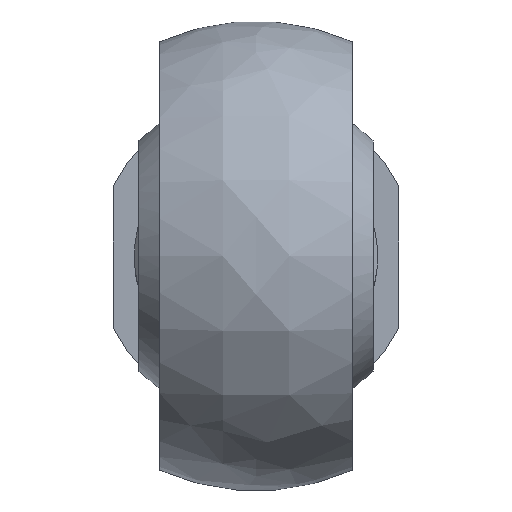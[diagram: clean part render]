
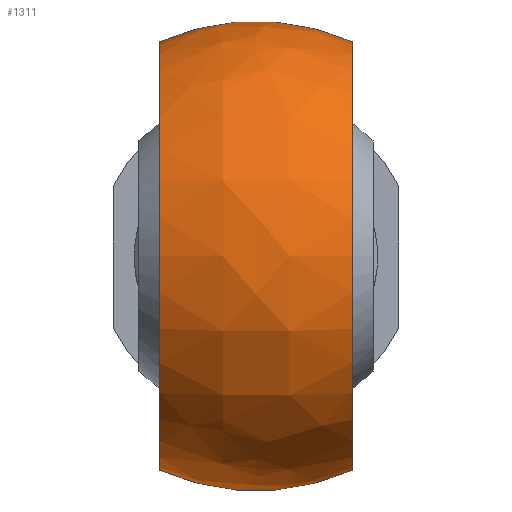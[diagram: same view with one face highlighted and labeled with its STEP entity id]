
A CAD part, top view. The second image highlights one B-rep face of the part: STEP entity #1311.
In plain terms, the highlighted free-form (B-spline) face has degree [3, 3] with [4, 4] control points.
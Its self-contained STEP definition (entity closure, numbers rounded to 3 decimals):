
#24 = AXIS2_PLACEMENT_3D ( 'NONE', #936, #506, #313 ) ;
#45 = EDGE_CURVE ( 'NONE', #320, #1098, #240, .T. ) ;
#54 = CARTESIAN_POINT ( 'NONE',  ( 2.036, 14.438, 71.875 ) ) ;
#118 = EDGE_CURVE ( 'NONE', #1098, #699, #1253, .T. ) ;
#170 = CARTESIAN_POINT ( 'NONE',  ( -2.036, -14.438, 71.875 ) ) ;
#173 = CARTESIAN_POINT ( 'NONE',  ( -5.75, -12.765, 43. ) ) ;
#214 = VERTEX_POINT ( 'NONE', #983 ) ;
#229 = EDGE_CURVE ( 'NONE', #214, #699, #490, .T. ) ;
#240 = CIRCLE ( 'NONE', #1056, 14. ) ;
#263 = CARTESIAN_POINT ( 'NONE',  ( 5.75, -12.765, 43. ) ) ;
#264 = CARTESIAN_POINT ( 'NONE',  ( 5.75, 12.765, 43. ) ) ;
#269 = CARTESIAN_POINT ( 'NONE',  ( -5.75, -12.765, 68.529 ) ) ;
#313 = DIRECTION ( 'NONE',  ( 0., 0., 1. ) ) ;
#320 = VERTEX_POINT ( 'NONE', #173 ) ;
#358 = CARTESIAN_POINT ( 'NONE',  ( -5.75, -12.765, 43. ) ) ;
#383 = FACE_OUTER_BOUND ( 'NONE', #1238, .T. ) ;
#401 = ORIENTED_EDGE ( 'NONE', *, *, #1289, .T. ) ;
#458 = DIRECTION ( 'NONE',  ( 0., 0., 1. ) ) ;
#467 = CARTESIAN_POINT ( 'NONE',  ( -2.036, 14.438, 71.875 ) ) ;
#481 = DIRECTION ( 'NONE',  ( -1., 0., 0. ) ) ;
#490 = CIRCLE ( 'NONE', #498, 14. ) ;
#498 = AXIS2_PLACEMENT_3D ( 'NONE', #1087, #1197, #1299 ) ;
#506 = DIRECTION ( 'NONE',  ( -1., 0., 0. ) ) ;
#509 = ORIENTED_EDGE ( 'NONE', *, *, #229, .F. ) ;
#550 = CARTESIAN_POINT ( 'NONE',  ( -2.036, 14.438, 43. ) ) ;
#556 = CARTESIAN_POINT ( 'NONE',  ( -5.75, 12.765, 43. ) ) ;
#627 = CIRCLE ( 'NONE', #917, 12.765 ) ;
#667 = CARTESIAN_POINT ( 'NONE',  ( 2.036, -14.438, 71.875 ) ) ;
#671 = CARTESIAN_POINT ( 'NONE',  ( 5.75, 12.765, 68.529 ) ) ;
#699 = VERTEX_POINT ( 'NONE', #264 ) ;
#720 = ORIENTED_EDGE ( 'NONE', *, *, #118, .T. ) ;
#778 = CARTESIAN_POINT ( 'NONE',  ( 2.036, 14.438, 43. ) ) ;
#785 = CARTESIAN_POINT ( 'NONE',  ( -2.036, -14.438, 43. ) ) ;
#790 = CARTESIAN_POINT ( 'NONE',  ( -5.75, 0., 43. ) ) ;
#806 = CARTESIAN_POINT ( 'NONE',  ( 5.75, 12.765, 43. ) ) ;
#904 = DIRECTION ( 'NONE',  ( 0., 0., 1. ) ) ;
#917 = AXIS2_PLACEMENT_3D ( 'NONE', #790, #989, #458 ) ;
#936 = CARTESIAN_POINT ( 'NONE',  ( 5.75, 0., 43. ) ) ;
#983 = CARTESIAN_POINT ( 'NONE',  ( -5.75, 12.765, 43. ) ) ;
#989 = DIRECTION ( 'NONE',  ( 1., 0., 0. ) ) ;
#1056 = AXIS2_PLACEMENT_3D ( 'NONE', #1127, #904, #481 ) ;
#1087 = CARTESIAN_POINT ( 'NONE',  ( 0., 0., 43. ) ) ;
#1093 = CARTESIAN_POINT ( 'NONE',  ( 5.75, -12.765, 68.529 ) ) ;
#1098 = VERTEX_POINT ( 'NONE', #1247 ) ;
#1127 = CARTESIAN_POINT ( 'NONE',  ( 0., 0., 43. ) ) ;
#1146 =( BOUNDED_SURFACE ( )  B_SPLINE_SURFACE ( 3, 3, ( 
 ( #358, #269, #1199, #556 ),
 ( #785, #170, #467, #550 ),
 ( #1301, #667, #54, #778 ),
 ( #263, #1093, #671, #806 ) ),
 .UNSPECIFIED., .F., .F., .F. ) 
 B_SPLINE_SURFACE_WITH_KNOTS ( ( 4, 4 ),
 ( 4, 4 ),
 ( 0., 1. ),
 ( 0., 1. ),
 .UNSPECIFIED. ) 
 GEOMETRIC_REPRESENTATION_ITEM ( )  RATIONAL_B_SPLINE_SURFACE ( (
 ( 1., 0.333, 0.333, 1.),
 ( 0.941, 0.314, 0.314, 0.941),
 ( 0.941, 0.314, 0.314, 0.941),
 ( 1., 0.333, 0.333, 1.) ) ) 
 REPRESENTATION_ITEM ( '' )  SURFACE ( )  );
#1180 = ORIENTED_EDGE ( 'NONE', *, *, #45, .T. ) ;
#1197 = DIRECTION ( 'NONE',  ( 0., 0., -1. ) ) ;
#1199 = CARTESIAN_POINT ( 'NONE',  ( -5.75, 12.765, 68.529 ) ) ;
#1238 = EDGE_LOOP ( 'NONE', ( #401, #1180, #720, #509 ) ) ;
#1247 = CARTESIAN_POINT ( 'NONE',  ( 5.75, -12.765, 43. ) ) ;
#1253 = CIRCLE ( 'NONE', #24, 12.765 ) ;
#1289 = EDGE_CURVE ( 'NONE', #214, #320, #627, .T. ) ;
#1299 = DIRECTION ( 'NONE',  ( -1., 0., 0. ) ) ;
#1301 = CARTESIAN_POINT ( 'NONE',  ( 2.036, -14.438, 43. ) ) ;
#1311 = ADVANCED_FACE ( 'NONE', ( #383 ), #1146, .T. ) ;
